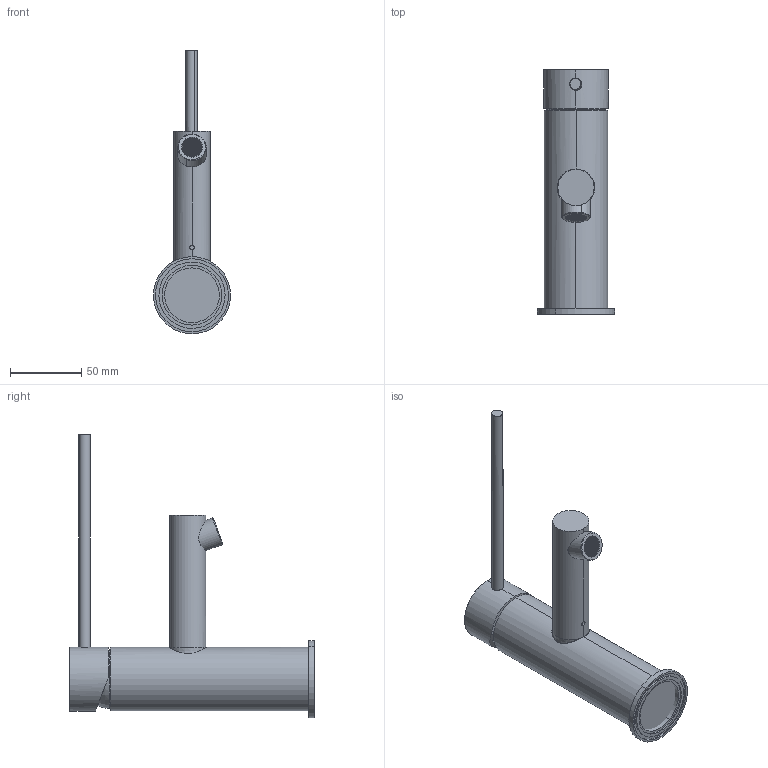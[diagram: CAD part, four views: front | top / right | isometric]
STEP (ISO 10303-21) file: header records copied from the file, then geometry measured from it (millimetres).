
FILE_DESCRIPTION (( 'STEP AP214' ), '1' );
FILE_NAME ('SUSSEX_SCALA_SBMP15_basin_mixer_with_150mm_pin_shell.STEP', '2021-05-13T01:45:31', ( '' ), ( '' ), 'SwSTEP 2.0', 'SolidWorks 2020', '' );
FILE_SCHEMA (( 'AUTOMOTIVE_DESIGN' ));
Length unit declared in the file: millimetre
Products named in the file (1): SUSSEX_SCALA_SBMP15_basin_mixer_with_150mm_pin_shell
Bounding box: 53.98 x 171.4 x 198.5 mm (x, y, z)
Volume: 301027.5 mm3; surface area: 55073 mm2
Topology: 7 solids, 7 shells, 1985 faces, 5988 edges, 3980 vertices
Faces by surface type: plane 1847, bspline 59, cylinder 55, cone 18, torus 6
Entity records: 89102 total; most frequent: CARTESIAN_POINT 13568, ORIENTED_EDGE 11976, DIRECTION 9952, EDGE_CURVE 5988, VECTOR 5606, LINE 5606, VERTEX_POINT 3980, EDGE_LOOP 2572
